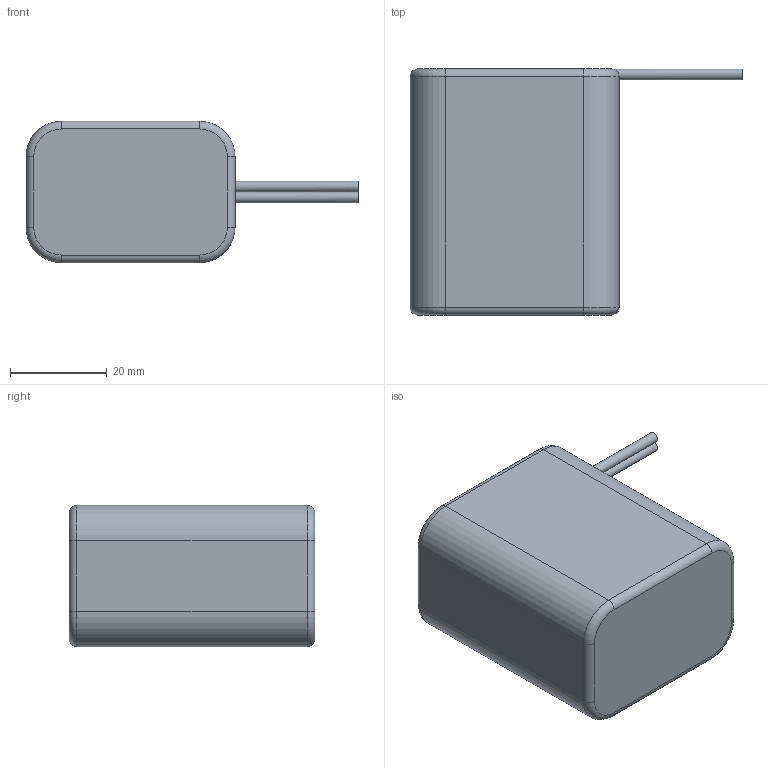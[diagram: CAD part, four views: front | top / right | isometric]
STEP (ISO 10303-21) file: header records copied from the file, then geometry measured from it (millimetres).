
FILE_DESCRIPTION(/* description */ (''),/* implementation_level */ '2;1');
FILE_NAME(/* name */ '7.2V (Robot Battery) NiMH 2000mAh.ipt.step',/* time_stamp */ '2020-04-16T23:10:46-04:00',/* author */ ('Jordan'),/* organization */ (''),/* preprocessor_version */ 'ST-DEVELOPER v17',/* originating_system */ 'Autodesk Inventor 2019',/* authorisation */ '');
FILE_SCHEMA (('AUTOMOTIVE_DESIGN { 1 0 10303 214 3 1 1 }'));
Length unit declared in the file: inch
Products named in the file (1): 7.2V (Robot Battery) NiMH 2000mAh
Bounding box: 68.58 x 50.8 x 29.21 mm (x, y, z)
Volume: 61803.7 mm3; surface area: 9322.3 mm2
Topology: 1 solids, 1 shells, 32 faces, 76 edges, 46 vertices
Faces by surface type: cylinder 16, plane 8, torus 8
Full cylindrical faces by diameter (mm): 2.21 x2
Entity records: 1060 total; most frequent: CARTESIAN_POINT 211, DIRECTION 172, ORIENTED_EDGE 152, EDGE_CURVE 76, AXIS2_PLACEMENT_3D 71, VERTEX_POINT 46, CIRCLE 38, STYLED_ITEM 33
